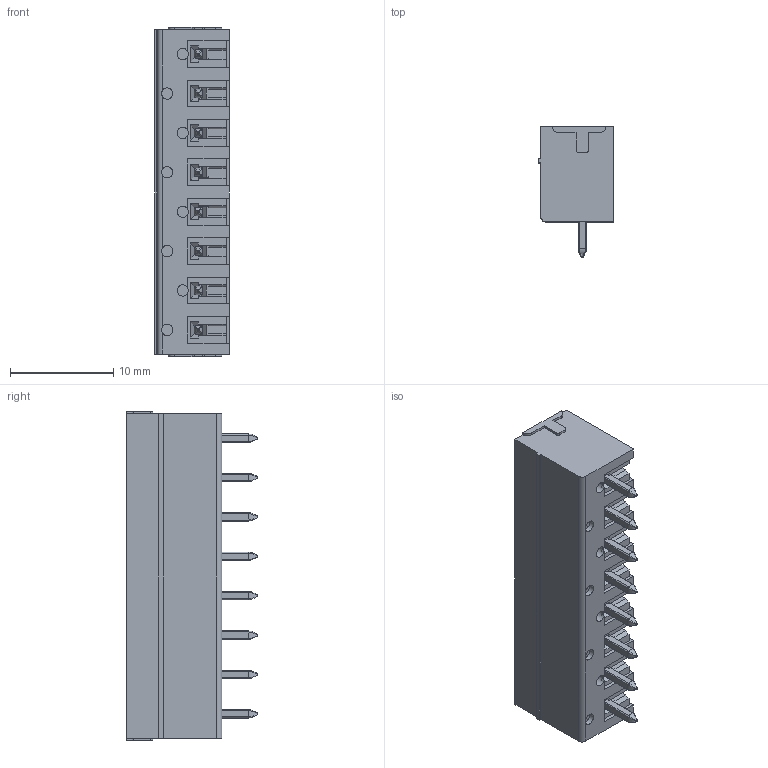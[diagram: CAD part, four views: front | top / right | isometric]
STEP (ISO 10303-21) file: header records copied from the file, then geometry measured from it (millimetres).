
FILE_DESCRIPTION((''),'2;1');
FILE_NAME('11902.1_STL1550_8_381_V_G.stp','2009-10-15T09:42:55',('svogel'),(''),'Autodesk Inventor 11','Autodesk Inventor 11','');
FILE_SCHEMA(('AUTOMOTIVE_DESIGN { 1 0 10303 214 1 1 1 1 }'));
Length unit declared in the file: millimetre
Products named in the file (3): ZB_STL1550; Geh_STLZ1550_8; Kontaktstift_1550_V
Assembly tree (9 placements, depth 2):
  ZB_STL1550
    Geh_STLZ1550_8
    Kontaktstift_1550_V  x8
Bounding box: 7.2 x 12.6 x 31.87 mm (x, y, z)
Volume: 1037.9 mm3; surface area: 2962.8 mm2
Topology: 9 solids, 9 shells, 1652 faces, 4357 edges, 2756 vertices
Faces by surface type: plane 771, bspline 592, cylinder 272, cone 16, torus 1
Full cylindrical faces by diameter (mm): 1.1 x8
Entity records: 28769 total; most frequent: CARTESIAN_POINT 8931, ORIENTED_EDGE 4324, DIRECTION 3773, EDGE_CURVE 2162, VECTOR 1657, LINE 1657, VERTEX_POINT 1411, AXIS2_PLACEMENT_3D 1058
